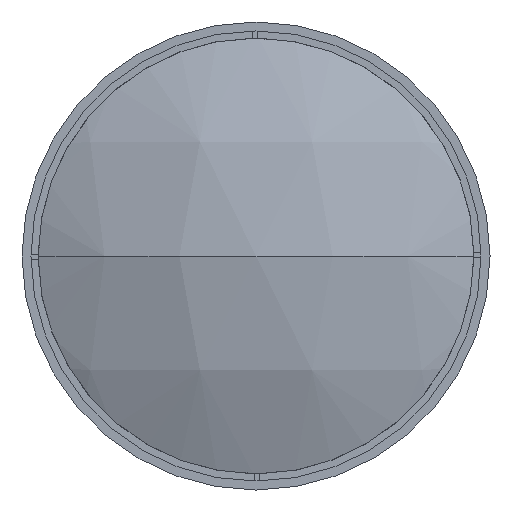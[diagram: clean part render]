
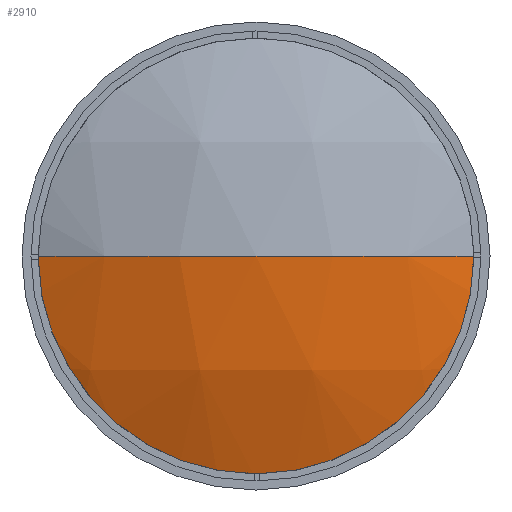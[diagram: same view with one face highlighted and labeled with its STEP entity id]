
A CAD part, left-side view. The second image highlights one B-rep face of the part: STEP entity #2910.
In plain terms, the highlighted spherical face has radius 144.52 mm.
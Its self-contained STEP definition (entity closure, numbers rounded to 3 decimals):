
#109 = DIRECTION ( 'NONE',  ( 0., 0., -1. ) ) ;
#395 = DIRECTION ( 'NONE',  ( 0., 0., 1. ) ) ;
#903 = CARTESIAN_POINT ( 'NONE',  ( 13.975, -62., 0. ) ) ;
#1809 = CIRCLE ( 'NONE', #16028, 144.52 ) ;
#2910 = ADVANCED_FACE ( 'NONE', ( #18940 ), #14931, .T. ) ;
#2915 = AXIS2_PLACEMENT_3D ( 'NONE', #8182, #5189, #15811 ) ;
#5092 = CIRCLE ( 'NONE', #18694, 144.52 ) ;
#5189 = DIRECTION ( 'NONE',  ( 0., 0., -1. ) ) ;
#5521 = AXIS2_PLACEMENT_3D ( 'NONE', #18498, #9396, #395 ) ;
#6722 = DIRECTION ( 'NONE',  ( 0., 0., 1. ) ) ;
#6905 = ORIENTED_EDGE ( 'NONE', *, *, #16442, .T. ) ;
#8182 = CARTESIAN_POINT ( 'NONE',  ( 144.52, 0., 0. ) ) ;
#9115 = CARTESIAN_POINT ( 'NONE',  ( 144.52, 0., 0. ) ) ;
#9297 = EDGE_LOOP ( 'NONE', ( #6905, #19524, #12216 ) ) ;
#9396 = DIRECTION ( 'NONE',  ( -1., 0., 0. ) ) ;
#10463 = CIRCLE ( 'NONE', #5521, 62. ) ;
#10646 = DIRECTION ( 'NONE',  ( 0., 1., 0. ) ) ;
#11382 = VERTEX_POINT ( 'NONE', #15163 ) ;
#11383 = EDGE_CURVE ( 'NONE', #13582, #12302, #1809, .T. ) ;
#12095 = EDGE_CURVE ( 'NONE', #11382, #12302, #5092, .T. ) ;
#12216 = ORIENTED_EDGE ( 'NONE', *, *, #12095, .F. ) ;
#12302 = VERTEX_POINT ( 'NONE', #19454 ) ;
#13582 = VERTEX_POINT ( 'NONE', #903 ) ;
#14931 = SPHERICAL_SURFACE ( 'NONE', #2915, 144.52 ) ;
#15163 = CARTESIAN_POINT ( 'NONE',  ( 13.975, 62., 0. ) ) ;
#15811 = DIRECTION ( 'NONE',  ( 0., 1., 0. ) ) ;
#15823 = CARTESIAN_POINT ( 'NONE',  ( 144.52, 0., 0. ) ) ;
#16028 = AXIS2_PLACEMENT_3D ( 'NONE', #9115, #109, #10646 ) ;
#16442 = EDGE_CURVE ( 'NONE', #11382, #13582, #10463, .T. ) ;
#17344 = DIRECTION ( 'NONE',  ( 1., 0., 0. ) ) ;
#18498 = CARTESIAN_POINT ( 'NONE',  ( 13.975, 0., 0. ) ) ;
#18694 = AXIS2_PLACEMENT_3D ( 'NONE', #15823, #6722, #17344 ) ;
#18940 = FACE_OUTER_BOUND ( 'NONE', #9297, .T. ) ;
#19454 = CARTESIAN_POINT ( 'NONE',  ( 0., 0., 0. ) ) ;
#19524 = ORIENTED_EDGE ( 'NONE', *, *, #11383, .T. ) ;
